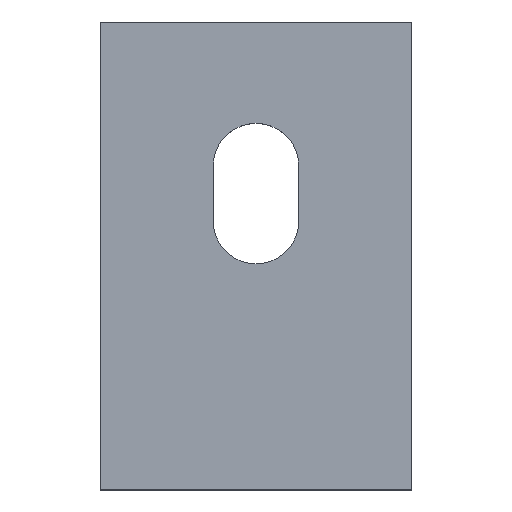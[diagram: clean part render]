
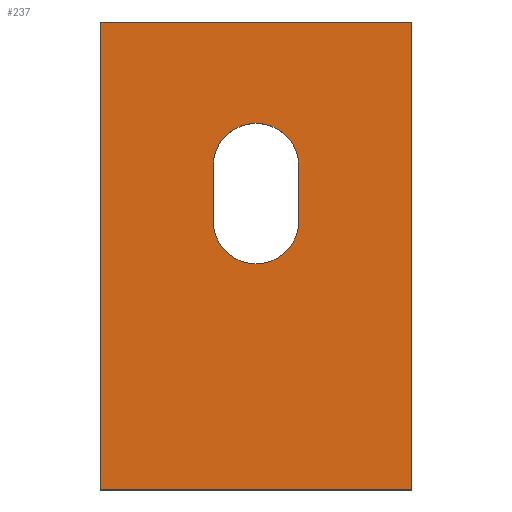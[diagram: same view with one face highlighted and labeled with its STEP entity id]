
A CAD part, top view. The second image highlights one B-rep face of the part: STEP entity #237.
In plain terms, the highlighted planar face has unit normal (0, 0, 1).
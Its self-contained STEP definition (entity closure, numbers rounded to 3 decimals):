
#44=DIRECTION('',(0.,-1.,0.));
#45=VECTOR('',#44,60.);
#46=CARTESIAN_POINT('',(0.,60.,5.));
#47=LINE('',#46,#45);
#48=DIRECTION('',(-1.,0.,0.));
#49=VECTOR('',#48,40.);
#50=CARTESIAN_POINT('',(40.,60.,5.));
#51=LINE('',#50,#49);
#52=DIRECTION('',(0.,1.,0.));
#53=VECTOR('',#52,60.);
#54=CARTESIAN_POINT('',(40.,0.,5.));
#55=LINE('',#54,#53);
#56=DIRECTION('',(1.,0.,0.));
#57=VECTOR('',#56,40.);
#58=CARTESIAN_POINT('',(0.,0.,5.));
#59=LINE('',#58,#57);
#60=DIRECTION('',(0.,-1.,0.));
#61=VECTOR('',#60,7.);
#62=CARTESIAN_POINT('',(25.5,41.5,5.));
#63=LINE('',#62,#61);
#64=CARTESIAN_POINT('',(20.,41.5,5.));
#65=DIRECTION('',(0.,0.,-1.));
#66=DIRECTION('',(-1.,0.,0.));
#67=AXIS2_PLACEMENT_3D('',#64,#65,#66);
#69=DIRECTION('',(0.,1.,0.));
#70=VECTOR('',#69,7.);
#71=CARTESIAN_POINT('',(14.5,34.5,5.));
#72=LINE('',#71,#70);
#73=CARTESIAN_POINT('',(20.,34.5,5.));
#74=DIRECTION('',(0.,0.,-1.));
#75=DIRECTION('',(1.,0.,0.));
#76=AXIS2_PLACEMENT_3D('',#73,#74,#75);
#118=CARTESIAN_POINT('',(40.,60.,5.));
#119=CARTESIAN_POINT('',(0.,60.,5.));
#120=VERTEX_POINT('',#118);
#121=VERTEX_POINT('',#119);
#122=CARTESIAN_POINT('',(40.,0.,5.));
#123=VERTEX_POINT('',#122);
#124=CARTESIAN_POINT('',(0.,0.,5.));
#125=VERTEX_POINT('',#124);
#126=CARTESIAN_POINT('',(14.5,41.5,5.));
#127=CARTESIAN_POINT('',(25.5,41.5,5.));
#128=VERTEX_POINT('',#126);
#129=VERTEX_POINT('',#127);
#130=CARTESIAN_POINT('',(14.5,34.5,5.));
#131=VERTEX_POINT('',#130);
#132=CARTESIAN_POINT('',(25.5,34.5,5.));
#133=VERTEX_POINT('',#132);
#216=CARTESIAN_POINT('',(0.,0.,5.));
#217=DIRECTION('',(0.,0.,1.));
#218=DIRECTION('',(1.,0.,0.));
#219=AXIS2_PLACEMENT_3D('',#216,#217,#218);
#220=PLANE('',#219);
#221=ORIENTED_EDGE('',*,*,#210,.F.);
#222=ORIENTED_EDGE('',*,*,#168,.F.);
#223=ORIENTED_EDGE('',*,*,#183,.F.);
#224=ORIENTED_EDGE('',*,*,#197,.F.);
#225=EDGE_LOOP('',(#221,#222,#223,#224));
#226=FACE_OUTER_BOUND('',#225,.F.);
#228=ORIENTED_EDGE('',*,*,#227,.F.);
#230=ORIENTED_EDGE('',*,*,#229,.F.);
#232=ORIENTED_EDGE('',*,*,#231,.F.);
#234=ORIENTED_EDGE('',*,*,#233,.F.);
#235=EDGE_LOOP('',(#228,#230,#232,#234));
#236=FACE_BOUND('',#235,.F.);
#237=ADVANCED_FACE('',(#226,#236),#220,.T.);
#68=CIRCLE('',#67,5.5);
#77=CIRCLE('',#76,5.5);
#168=EDGE_CURVE('',#120,#121,#51,.T.);
#183=EDGE_CURVE('',#123,#120,#55,.T.);
#197=EDGE_CURVE('',#125,#123,#59,.T.);
#210=EDGE_CURVE('',#121,#125,#47,.T.);
#227=EDGE_CURVE('',#129,#133,#63,.T.);
#229=EDGE_CURVE('',#128,#129,#68,.T.);
#231=EDGE_CURVE('',#131,#128,#72,.T.);
#233=EDGE_CURVE('',#133,#131,#77,.T.);
